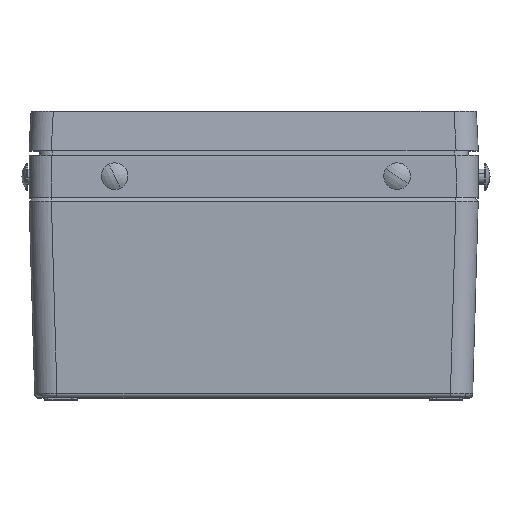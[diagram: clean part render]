
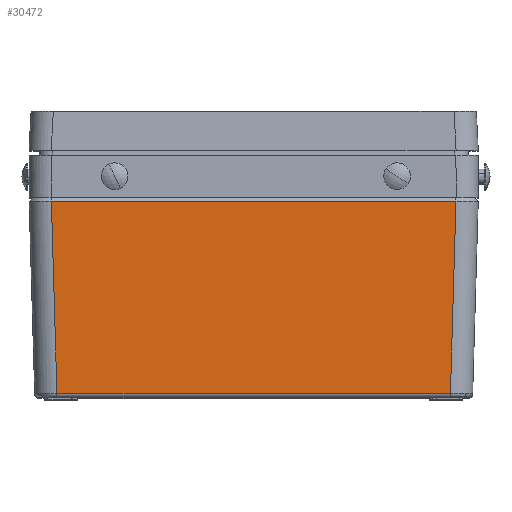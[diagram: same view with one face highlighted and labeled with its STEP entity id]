
A CAD part, top view. The second image highlights one B-rep face of the part: STEP entity #30472.
In plain terms, the highlighted planar face has unit normal (0, -0.029, 1).
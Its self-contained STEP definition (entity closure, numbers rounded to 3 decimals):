
#3668 = LINE ( 'NONE', #12061, #53431 ) ;
#3960 = EDGE_CURVE ( 'NONE', #47749, #54174, #3668, .T. ) ;
#5909 = CARTESIAN_POINT ( 'NONE',  ( 90.952, -1.799, 115.948 ) ) ;
#7994 = CARTESIAN_POINT ( 'NONE',  ( 88.46, -88.058, 113.456 ) ) ;
#10140 = DIRECTION ( 'NONE',  ( -1., 0., 0. ) ) ;
#12061 = CARTESIAN_POINT ( 'NONE',  ( 90.844, -5.538, 115.84 ) ) ;
#14301 = DIRECTION ( 'NONE',  ( 0.029, -0.999, -0.029 ) ) ;
#15150 = LINE ( 'NONE', #39095, #43138 ) ;
#19918 = DIRECTION ( 'NONE',  ( 1., 0., 0. ) ) ;
#21284 = EDGE_CURVE ( 'NONE', #27477, #45864, #15150, .T. ) ;
#22416 = CARTESIAN_POINT ( 'NONE',  ( -88.46, -88.058, 113.456 ) ) ;
#23579 = DIRECTION ( 'NONE',  ( 0., -1., -0.029 ) ) ;
#24215 = LINE ( 'NONE', #29701, #25787 ) ;
#25787 = VECTOR ( 'NONE', #19918, 1000. ) ;
#26522 = ORIENTED_EDGE ( 'NONE', *, *, #43674, .T. ) ;
#27034 = DIRECTION ( 'NONE',  ( 0.029, 0.999, 0.029 ) ) ;
#27477 = VERTEX_POINT ( 'NONE', #35681 ) ;
#29701 = CARTESIAN_POINT ( 'NONE',  ( 88.404, -88.058, 113.456 ) ) ;
#30472 = ADVANCED_FACE ( 'NONE', ( #52579 ), #53385, .T. ) ;
#35681 = CARTESIAN_POINT ( 'NONE',  ( -90.952, -1.799, 115.948 ) ) ;
#39095 = CARTESIAN_POINT ( 'NONE',  ( -91.012, 0.288, 116.008 ) ) ;
#39926 = CARTESIAN_POINT ( 'NONE',  ( -101., -1.799, 115.948 ) ) ;
#40684 = ORIENTED_EDGE ( 'NONE', *, *, #3960, .T. ) ;
#41447 = EDGE_CURVE ( 'NONE', #45864, #47749, #24215, .T. ) ;
#41472 = AXIS2_PLACEMENT_3D ( 'NONE', #48389, #43177, #23579 ) ;
#43138 = VECTOR ( 'NONE', #14301, 1000. ) ;
#43177 = DIRECTION ( 'NONE',  ( 0., -0.029, 1. ) ) ;
#43674 = EDGE_CURVE ( 'NONE', #54174, #27477, #46633, .T. ) ;
#45864 = VERTEX_POINT ( 'NONE', #22416 ) ;
#46303 = EDGE_LOOP ( 'NONE', ( #40684, #26522, #55408, #56144 ) ) ;
#46633 = LINE ( 'NONE', #39926, #59877 ) ;
#47749 = VERTEX_POINT ( 'NONE', #7994 ) ;
#48389 = CARTESIAN_POINT ( 'NONE',  ( -101., 0., 116. ) ) ;
#52579 = FACE_OUTER_BOUND ( 'NONE', #46303, .T. ) ;
#53385 = PLANE ( 'NONE',  #41472 ) ;
#53431 = VECTOR ( 'NONE', #27034, 1000. ) ;
#54174 = VERTEX_POINT ( 'NONE', #5909 ) ;
#55408 = ORIENTED_EDGE ( 'NONE', *, *, #21284, .T. ) ;
#56144 = ORIENTED_EDGE ( 'NONE', *, *, #41447, .T. ) ;
#59877 = VECTOR ( 'NONE', #10140, 1000. ) ;
